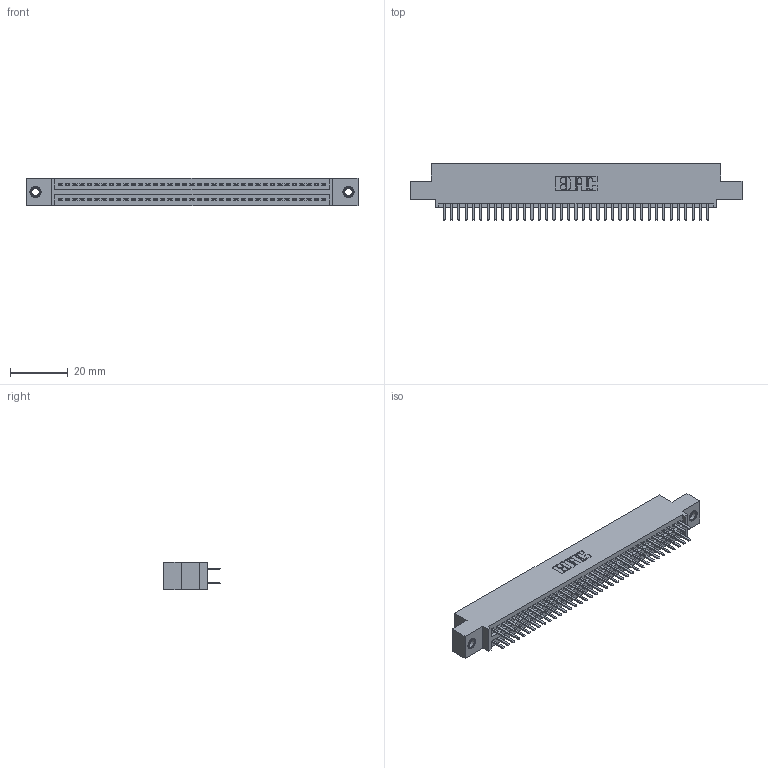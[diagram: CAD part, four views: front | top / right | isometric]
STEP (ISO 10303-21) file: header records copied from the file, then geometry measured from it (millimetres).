
FILE_DESCRIPTION (( 'STEP AP203' ), '1' );
FILE_NAME ('395-074-520-507.STEP', '2018-11-27T17:10:58', ( '' ), ( '' ), 'SwSTEP 2.0', 'SolidWorks 2016', '' );
FILE_SCHEMA (( 'CONFIG_CONTROL_DESIGN' ));
Length unit declared in the file: inch
Products named in the file (4): 345-292-001_345-293-120; 395-074-520-507; 345 Part_0.110 Offset - 0.156 Dia-TI; 345-250-001_345-250-005-103
Assembly tree (77 placements, depth 2):
  395-074-520-507
    345 Part_0.110 Offset - 0.156 Dia-TI
    345-292-001_345-293-120  x74
    345-250-001_345-250-005-103  x2
Bounding box: 115.19 x 19.68 x 9.4 mm (x, y, z)
Volume: 11023.7 mm3; surface area: 16249.6 mm2
Topology: 77 solids, 77 shells, 4186 faces, 12107 edges, 7866 vertices
Faces by surface type: plane 2706, cylinder 1464, cone 12, torus 4
Entity records: 31136 total; most frequent: CARTESIAN_POINT 5219, ORIENTED_EDGE 5134, DIRECTION 4621, EDGE_CURVE 2567, VECTOR 2263, LINE 2263, VERTEX_POINT 1704, AXIS2_PLACEMENT_3D 1179
